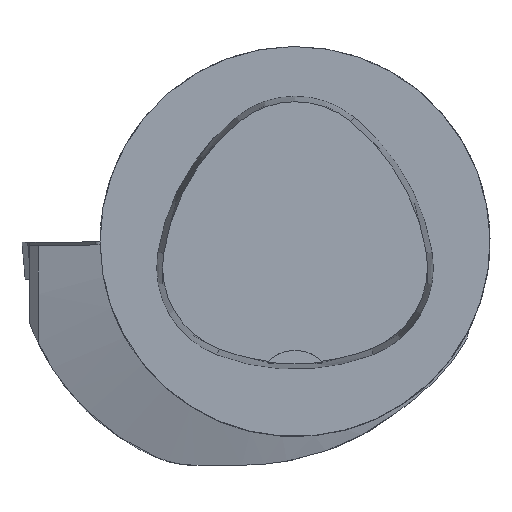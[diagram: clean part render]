
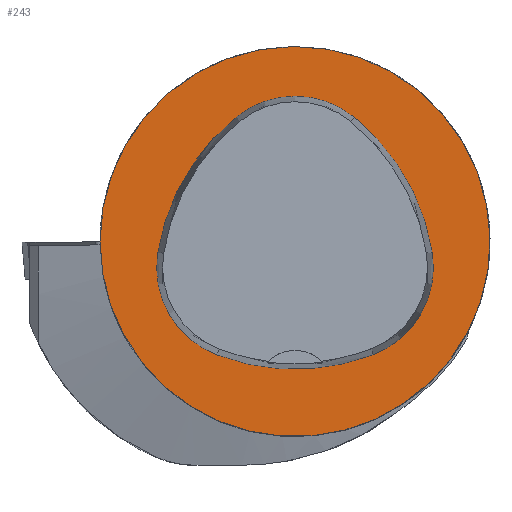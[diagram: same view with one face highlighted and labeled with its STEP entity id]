
A CAD part, top view. The second image highlights one B-rep face of the part: STEP entity #243.
In plain terms, the highlighted planar face has unit normal (0, 0, 1).
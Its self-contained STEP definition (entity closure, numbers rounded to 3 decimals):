
#243=ADVANCED_FACE('',(#472,#473),#293,.T.);
#293=PLANE('',#1366);
#472=FACE_BOUND('',#528,.T.);
#473=FACE_BOUND('',#529,.T.);
#528=EDGE_LOOP('',(#753,#754,#755,#756,#757,#758));
#529=EDGE_LOOP('',(#759));
#753=ORIENTED_EDGE('',*,*,#1117,.T.);
#754=ORIENTED_EDGE('',*,*,#1097,.T.);
#755=ORIENTED_EDGE('',*,*,#1101,.T.);
#756=ORIENTED_EDGE('',*,*,#1104,.T.);
#757=ORIENTED_EDGE('',*,*,#1107,.T.);
#758=ORIENTED_EDGE('',*,*,#1115,.T.);
#759=ORIENTED_EDGE('',*,*,#1070,.F.);
#949=VERTEX_POINT('',#2039);
#969=VERTEX_POINT('',#2132);
#970=VERTEX_POINT('',#2133);
#973=VERTEX_POINT('',#2141);
#975=VERTEX_POINT('',#2147);
#977=VERTEX_POINT('',#2153);
#984=VERTEX_POINT('',#2174);
#1070=EDGE_CURVE('',#949,#949,#1171,.T.);
#1097=EDGE_CURVE('',#969,#970,#1174,.T.);
#1101=EDGE_CURVE('',#970,#973,#1176,.T.);
#1104=EDGE_CURVE('',#973,#975,#1178,.T.);
#1107=EDGE_CURVE('',#975,#977,#1180,.T.);
#1115=EDGE_CURVE('',#977,#984,#1184,.T.);
#1117=EDGE_CURVE('',#984,#969,#1186,.T.);
#1171=CIRCLE('',#1329,25.);
#1174=CIRCLE('',#1344,28.);
#1176=CIRCLE('',#1347,12.);
#1178=CIRCLE('',#1350,28.);
#1180=CIRCLE('',#1353,12.);
#1184=CIRCLE('',#1358,28.);
#1186=CIRCLE('',#1361,12.);
#1329=AXIS2_PLACEMENT_3D('',#2038,#1573,#1574);
#1344=AXIS2_PLACEMENT_3D('',#2131,#1610,#1611);
#1347=AXIS2_PLACEMENT_3D('',#2140,#1618,#1619);
#1350=AXIS2_PLACEMENT_3D('',#2146,#1625,#1626);
#1353=AXIS2_PLACEMENT_3D('',#2152,#1632,#1633);
#1358=AXIS2_PLACEMENT_3D('',#2175,#1644,#1645);
#1361=AXIS2_PLACEMENT_3D('',#2178,#1650,#1651);
#1366=AXIS2_PLACEMENT_3D('',#2183,#1660,#1661);
#1573=DIRECTION('',(0.,0.,-1.));
#1574=DIRECTION('',(-1.,0.,0.));
#1610=DIRECTION('',(0.,0.,-1.));
#1611=DIRECTION('',(-1.,0.,0.));
#1618=DIRECTION('',(0.,0.,-1.));
#1619=DIRECTION('',(-1.,0.,0.));
#1625=DIRECTION('',(0.,0.,-1.));
#1626=DIRECTION('',(-1.,0.,0.));
#1632=DIRECTION('',(0.,0.,-1.));
#1633=DIRECTION('',(-1.,0.,0.));
#1644=DIRECTION('',(0.,0.,-1.));
#1645=DIRECTION('',(-1.,0.,0.));
#1650=DIRECTION('',(0.,0.,-1.));
#1651=DIRECTION('',(-1.,0.,0.));
#1660=DIRECTION('',(0.,0.,1.));
#1661=DIRECTION('',(1.,0.,0.));
#2038=CARTESIAN_POINT('',(0.,0.,0.));
#2039=CARTESIAN_POINT('',(-25.,0.,0.));
#2131=CARTESIAN_POINT('',(10.068,-5.824,0.));
#2132=CARTESIAN_POINT('',(-17.584,-1.424,0.));
#2133=CARTESIAN_POINT('',(-7.531,15.953,0.));
#2140=CARTESIAN_POINT('',(0.011,6.62,0.));
#2141=CARTESIAN_POINT('',(7.567,15.942,0.));
#2146=CARTESIAN_POINT('',(-10.063,-5.81,0.));
#2147=CARTESIAN_POINT('',(17.59,-1.418,0.));
#2152=CARTESIAN_POINT('',(5.739,-3.3,0.));
#2153=CARTESIAN_POINT('',(10.05,-14.499,0.));
#2174=CARTESIAN_POINT('',(-10.025,-14.516,0.));
#2175=CARTESIAN_POINT('',(-0.01,11.631,0.));
#2178=CARTESIAN_POINT('',(-5.733,-3.31,0.));
#2183=CARTESIAN_POINT('',(0.,0.,0.));
